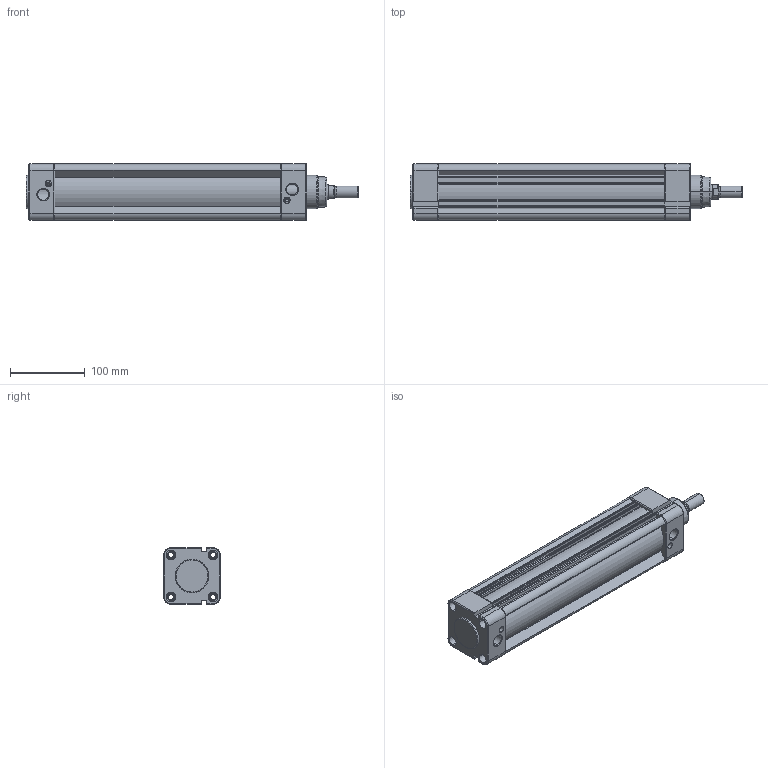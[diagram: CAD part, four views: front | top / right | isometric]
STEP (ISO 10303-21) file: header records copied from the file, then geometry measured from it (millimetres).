
FILE_DESCRIPTION (( 'STEP AP214' ), '1' );
FILE_NAME ('DMCA063-0250.STEP', '2020-08-27T07:11:28', ( '' ), ( '' ), 'SwSTEP 2.0', 'SolidWorks 2020', '' );
FILE_SCHEMA (( 'AUTOMOTIVE_DESIGN' ));
Length unit declared in the file: millimetre
Products named in the file (1): DMCA063-0250
Bounding box: 444 x 76 x 76 mm (x, y, z)
Surface area: 321464.6 mm2 (no closed solid volume)
Topology: 0 solids, 6 shells, 668 faces, 1653 edges, 978 vertices
Faces by surface type: cylinder 257, bspline 184, plane 157, cone 70
Entity records: 33506 total; most frequent: CARTESIAN_POINT 11413, ORIENTED_EDGE 3216, DIRECTION 2953, EDGE_CURVE 1611, AXIS2_PLACEMENT_3D 1155, VERTEX_POINT 978, EDGE_LOOP 733, UNCERTAINTY_MEASURE_WITH_UNIT 674
